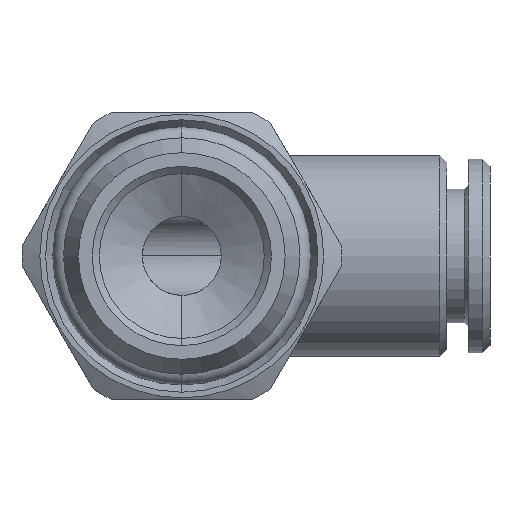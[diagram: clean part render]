
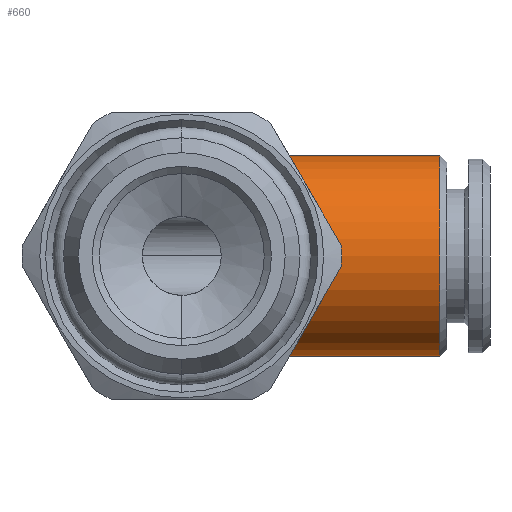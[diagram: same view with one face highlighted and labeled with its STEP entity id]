
A CAD part, front view. The second image highlights one B-rep face of the part: STEP entity #660.
In plain terms, the highlighted cylindrical face has radius 7 mm (diameter 14 mm), a partial arc.
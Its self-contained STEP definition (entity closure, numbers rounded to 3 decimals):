
#258 = VERTEX_POINT ( 'NONE', #1417 ) ;
#259 = VERTEX_POINT ( 'NONE', #1416 ) ;
#261 = EDGE_CURVE ( 'NONE', #259, #262, #1403, .T. ) ;
#262 = VERTEX_POINT ( 'NONE', #1399 ) ;
#265 = VERTEX_POINT ( 'NONE', #1393 ) ;
#418 = ORIENTED_EDGE ( 'NONE', *, *, #679, .F. ) ;
#512 = EDGE_CURVE ( 'NONE', #258, #265, #1758, .T. ) ;
#660 = ADVANCED_FACE ( 'NONE', ( #2203 ), #2201, .T. ) ;
#661 = EDGE_LOOP ( 'NONE', ( #662, #663, #664, #418 ) ) ;
#662 = ORIENTED_EDGE ( 'NONE', *, *, #261, .F. ) ;
#663 = ORIENTED_EDGE ( 'NONE', *, *, #677, .T. ) ;
#664 = ORIENTED_EDGE ( 'NONE', *, *, #512, .T. ) ;
#677 = EDGE_CURVE ( 'NONE', #259, #258, #2611, .T. ) ;
#679 = EDGE_CURVE ( 'NONE', #262, #265, #2572, .T. ) ;
#1393 = CARTESIAN_POINT ( 'NONE',  ( 7.5, 0., 7. ) ) ;
#1399 = CARTESIAN_POINT ( 'NONE',  ( 7.5, 0., -7. ) ) ;
#1400 = DIRECTION ( 'NONE',  ( -1., 0., 0. ) ) ;
#1401 = VECTOR ( 'NONE', #1400, 1000. ) ;
#1402 = CARTESIAN_POINT ( 'NONE',  ( -3.45, 0., -7. ) ) ;
#1403 = LINE ( 'NONE', #1402, #1401 ) ;
#1416 = CARTESIAN_POINT ( 'NONE',  ( 18., 0., -7. ) ) ;
#1417 = CARTESIAN_POINT ( 'NONE',  ( 18., 0., 7. ) ) ;
#1755 = DIRECTION ( 'NONE',  ( -1., 0., 0. ) ) ;
#1756 = VECTOR ( 'NONE', #1755, 1000. ) ;
#1757 = CARTESIAN_POINT ( 'NONE',  ( -3.45, 0., 7. ) ) ;
#1758 = LINE ( 'NONE', #1757, #1756 ) ;
#2200 = CARTESIAN_POINT ( 'NONE',  ( -3.45, 0., 0. ) ) ;
#2201 = CYLINDRICAL_SURFACE ( 'NONE', #2221, 7. ) ;
#2203 = FACE_OUTER_BOUND ( 'NONE', #661, .T. ) ;
#2219 = DIRECTION ( 'NONE',  ( 0., 0., 1. ) ) ;
#2220 = DIRECTION ( 'NONE',  ( -1., 0., 0. ) ) ;
#2221 = AXIS2_PLACEMENT_3D ( 'NONE', #2200, #2220, #2219 ) ;
#2569 = DIRECTION ( 'NONE',  ( 0., 0., 1. ) ) ;
#2570 = DIRECTION ( 'NONE',  ( -1., 0., 0. ) ) ;
#2571 = AXIS2_PLACEMENT_3D ( 'NONE', #2612, #2570, #2569 ) ;
#2572 = CIRCLE ( 'NONE', #2571, 7. ) ;
#2607 = DIRECTION ( 'NONE',  ( 0., 0., 1. ) ) ;
#2608 = DIRECTION ( 'NONE',  ( -1., 0., 0. ) ) ;
#2609 = CARTESIAN_POINT ( 'NONE',  ( 18., 0., 0. ) ) ;
#2610 = AXIS2_PLACEMENT_3D ( 'NONE', #2609, #2608, #2607 ) ;
#2611 = CIRCLE ( 'NONE', #2610, 7. ) ;
#2612 = CARTESIAN_POINT ( 'NONE',  ( 7.5, 0., 0. ) ) ;
